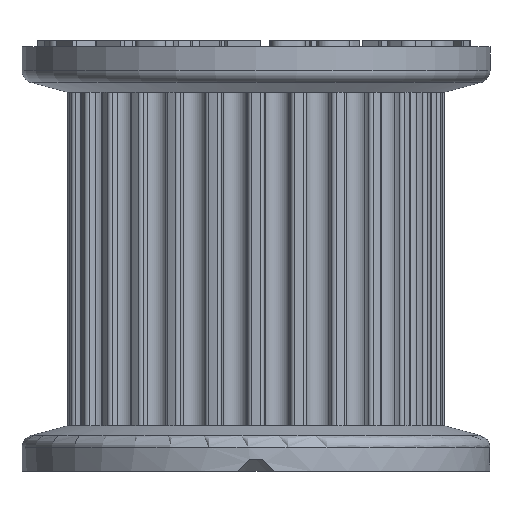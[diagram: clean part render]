
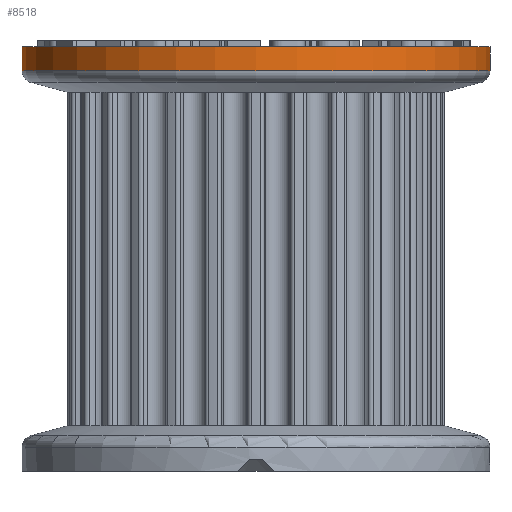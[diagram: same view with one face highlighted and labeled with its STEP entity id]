
A CAD part, front view. The second image highlights one B-rep face of the part: STEP entity #8518.
In plain terms, the highlighted cylindrical face has radius 7.715 mm (diameter 15.43 mm), a full revolution.
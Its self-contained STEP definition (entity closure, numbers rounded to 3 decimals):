
#296=CYLINDRICAL_SURFACE('',#9532,7.715);
#1130=CIRCLE('',#8757,7.715);
#1605=CIRCLE('',#9533,7.715);
#3191=ORIENTED_EDGE('',*,*,#5202,.T.);
#3192=ORIENTED_EDGE('',*,*,#4301,.T.);
#4301=EDGE_CURVE('',#5623,#5623,#1130,.T.);
#5202=EDGE_CURVE('',#6233,#6233,#1605,.F.);
#5623=VERTEX_POINT('',#12361);
#6233=VERTEX_POINT('',#14758);
#7172=EDGE_LOOP('',(#3191));
#7173=EDGE_LOOP('',(#3192));
#7740=FACE_BOUND('',#7172,.T.);
#7741=FACE_BOUND('',#7173,.T.);
#8518=ADVANCED_FACE('',(#7740,#7741),#296,.T.);
#8757=AXIS2_PLACEMENT_3D('',#12360,#9732,#9733);
#9532=AXIS2_PLACEMENT_3D('',#14756,#11522,#11523);
#9533=AXIS2_PLACEMENT_3D('',#14757,#11524,#11525);
#9732=DIRECTION('',(0.,0.,-1.));
#9733=DIRECTION('',(1.,0.,0.));
#11522=DIRECTION('',(0.,0.,-1.));
#11523=DIRECTION('',(1.,0.,0.));
#11524=DIRECTION('',(0.,0.,-1.));
#11525=DIRECTION('',(-1.,0.,0.));
#12360=CARTESIAN_POINT('',(0.,0.,12.5));
#12361=CARTESIAN_POINT('',(7.715,0.,12.5));
#14756=CARTESIAN_POINT('',(0.,0.,12.5));
#14757=CARTESIAN_POINT('',(0.,0.,11.709));
#14758=CARTESIAN_POINT('',(-7.715,0.,11.709));
